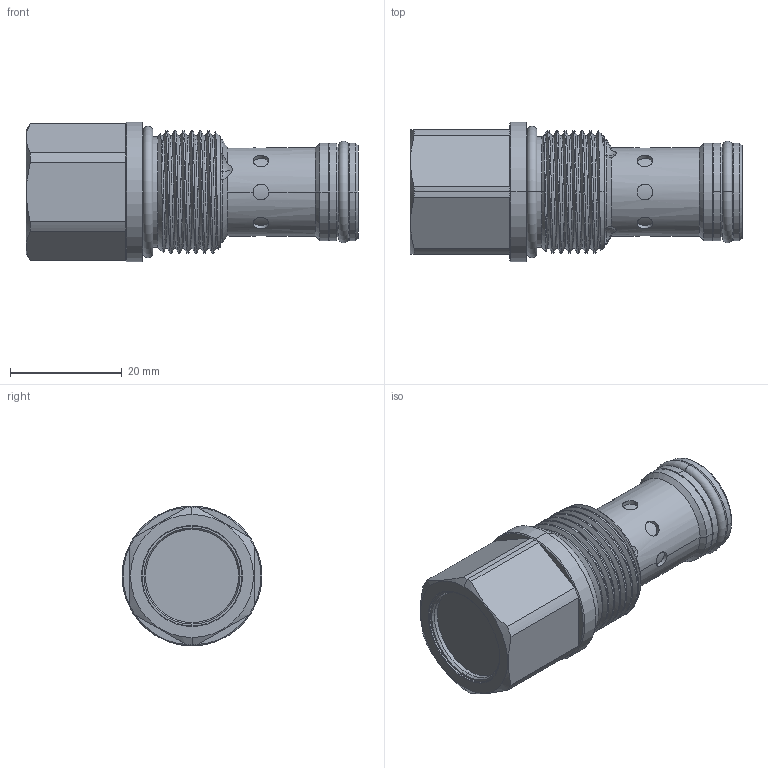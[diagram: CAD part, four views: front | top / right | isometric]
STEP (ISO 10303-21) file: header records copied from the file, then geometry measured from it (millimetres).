
FILE_DESCRIPTION (( 'STEP AP203' ), '1' );
FILE_NAME ('RP22MA2S-8.STEP', '2024-06-06T06:51:16', ( '' ), ( '' ), 'SwSTEP 2.0', 'SolidWorks 2018', '' );
FILE_SCHEMA (( 'CONFIG_CONTROL_DESIGN' ));
Length unit declared in the file: millimetre
Products named in the file (1): RP22MA2S-8
Bounding box: 59.32 x 25 x 25 mm (x, y, z)
Volume: 18593.2 mm3; surface area: 5684.8 mm2
Topology: 1 solids, 1 shells, 146 faces, 331 edges, 203 vertices
Faces by surface type: cylinder 79, plane 28, cone 24, torus 6, sphere 6, bspline 3
Entity records: 6268 total; most frequent: CARTESIAN_POINT 3035, ORIENTED_EDGE 662, DIRECTION 657, EDGE_CURVE 331, AXIS2_PLACEMENT_3D 274, VERTEX_POINT 203, EDGE_LOOP 162, FACE_OUTER_BOUND 146
